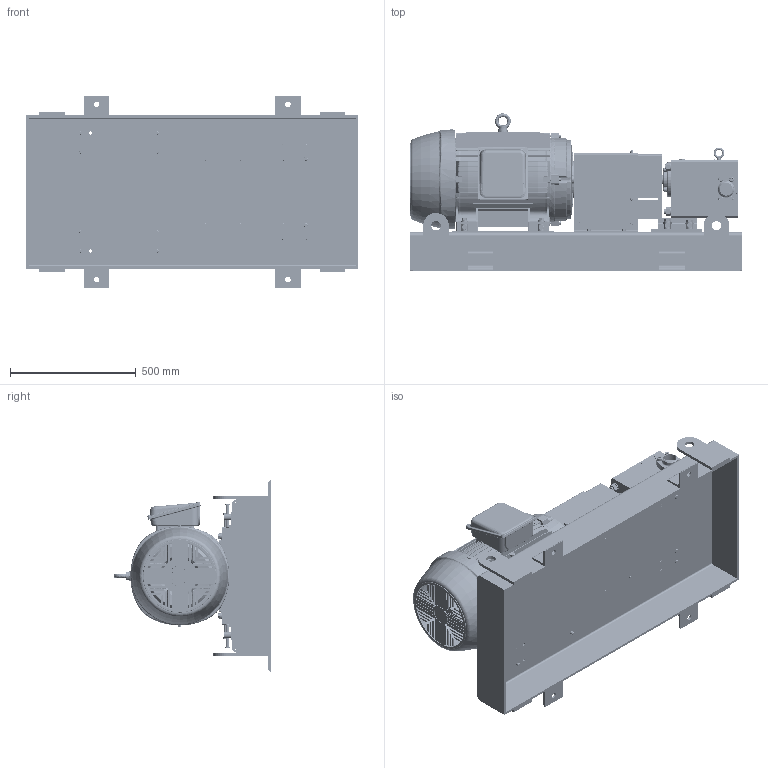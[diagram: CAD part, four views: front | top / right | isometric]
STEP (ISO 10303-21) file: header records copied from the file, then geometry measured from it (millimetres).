
FILE_DESCRIPTION (( 'STEP AP214' ), '1' );
FILE_NAME ('GPV-1420-063-U.STEP', '2019-10-08T16:32:39', ( '' ), ( '' ), 'SwSTEP 2.0', 'SolidWorks 2018', '' );
FILE_SCHEMA (( 'AUTOMOTIVE_DESIGN' ));
Length unit declared in the file: inch
Products named in the file (1): GPV-1420-063-U
Bounding box: 1322.65 x 625.95 x 762 mm (x, y, z)
Volume: 103597157.9 mm3; surface area: 7619941.7 mm2
Topology: 129 solids, 129 shells, 7619 faces, 19116 edges, 12031 vertices
Faces by surface type: plane 3278, cylinder 2075, cone 1120, bspline 1026, torus 110, sphere 10
Entity records: 313970 total; most frequent: CARTESIAN_POINT 120026, ORIENTED_EDGE 38138, DIRECTION 34728, EDGE_CURVE 19069, AXIS2_PLACEMENT_3D 12614, VERTEX_POINT 12026, VECTOR 9500, LINE 9500
